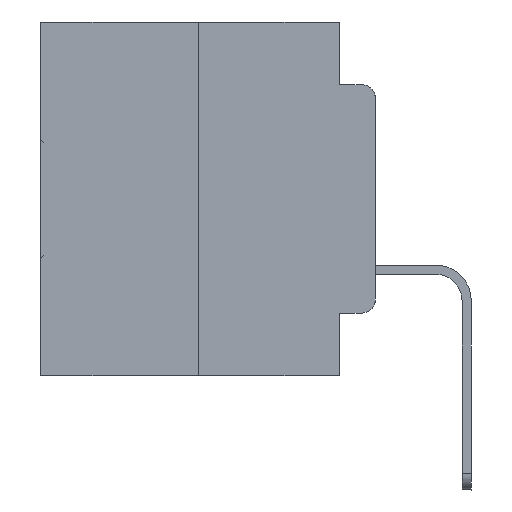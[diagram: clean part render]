
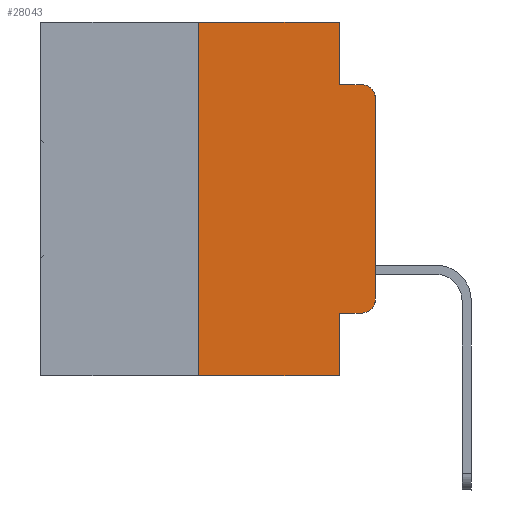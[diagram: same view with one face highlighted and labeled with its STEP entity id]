
A CAD part, left-side view. The second image highlights one B-rep face of the part: STEP entity #28043.
In plain terms, the highlighted planar face has unit normal (-1, 0, 0).
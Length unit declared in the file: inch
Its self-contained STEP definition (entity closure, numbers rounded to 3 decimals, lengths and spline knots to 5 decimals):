
#68 = LINE ( 'NONE', #17731, #811 ) ;
#268 = ORIENTED_EDGE ( 'NONE', *, *, #28431, .F. ) ;
#811 = VECTOR ( 'NONE', #10617, 39.37008 ) ;
#1399 = VERTEX_POINT ( 'NONE', #11407 ) ;
#1558 = VECTOR ( 'NONE', #26690, 39.37008 ) ;
#1965 = LINE ( 'NONE', #8418, #13614 ) ;
#2012 = EDGE_CURVE ( 'NONE', #9630, #21626, #16573, .T. ) ;
#2253 = DIRECTION ( 'NONE',  ( 0., 0., -1. ) ) ;
#2700 = CARTESIAN_POINT ( 'NONE',  ( 0., 0.473, 0. ) ) ;
#2762 = CIRCLE ( 'NONE', #24438, 0.02 ) ;
#2850 = CARTESIAN_POINT ( 'NONE',  ( 0., 0.051, -0.4115 ) ) ;
#2967 = LINE ( 'NONE', #19762, #13157 ) ;
#3087 = DIRECTION ( 'NONE',  ( -1., 0., 0. ) ) ;
#3256 = EDGE_CURVE ( 'NONE', #10229, #1399, #68, .T. ) ;
#3279 = CARTESIAN_POINT ( 'NONE',  ( 0., 0.473, 0. ) ) ;
#3293 = AXIS2_PLACEMENT_3D ( 'NONE', #2700, #6974, #25899 ) ;
#3425 = VECTOR ( 'NONE', #7239, 39.37008 ) ;
#3521 = EDGE_CURVE ( 'NONE', #6114, #9742, #27012, .T. ) ;
#5295 = ORIENTED_EDGE ( 'NONE', *, *, #12252, .T. ) ;
#6114 = VERTEX_POINT ( 'NONE', #11600 ) ;
#6276 = CARTESIAN_POINT ( 'NONE',  ( 0., 0.02, -0.4115 ) ) ;
#6898 = CARTESIAN_POINT ( 'NONE',  ( 0., 0.051, 0. ) ) ;
#6974 = DIRECTION ( 'NONE',  ( 1., 0., 0. ) ) ;
#7239 = DIRECTION ( 'NONE',  ( 0., -1., 0. ) ) ;
#8249 = CARTESIAN_POINT ( 'NONE',  ( 0., 0.25, 0. ) ) ;
#8418 = CARTESIAN_POINT ( 'NONE',  ( 0., 0., 0. ) ) ;
#9624 = CARTESIAN_POINT ( 'NONE',  ( 0., 0., -0.1085 ) ) ;
#9630 = VERTEX_POINT ( 'NONE', #6276 ) ;
#9634 = LINE ( 'NONE', #2850, #3425 ) ;
#9742 = VERTEX_POINT ( 'NONE', #23124 ) ;
#10229 = VERTEX_POINT ( 'NONE', #16025 ) ;
#10617 = DIRECTION ( 'NONE',  ( 0., -1., 0. ) ) ;
#10749 = DIRECTION ( 'NONE',  ( 0., 0., 1. ) ) ;
#11386 = ORIENTED_EDGE ( 'NONE', *, *, #29648, .F. ) ;
#11407 = CARTESIAN_POINT ( 'NONE',  ( 0., 0.051, -0.5 ) ) ;
#11600 = CARTESIAN_POINT ( 'NONE',  ( 0., 0.051, -0.0885 ) ) ;
#11613 = EDGE_CURVE ( 'NONE', #10229, #28987, #20591, .T. ) ;
#12002 = CARTESIAN_POINT ( 'NONE',  ( 0., 0.051, -0.0885 ) ) ;
#12107 = DIRECTION ( 'NONE',  ( 0., 0., 1. ) ) ;
#12252 = EDGE_CURVE ( 'NONE', #28874, #9630, #9634, .T. ) ;
#12617 = CARTESIAN_POINT ( 'NONE',  ( 0., 0.02, -0.3915 ) ) ;
#12868 = FACE_OUTER_BOUND ( 'NONE', #23809, .T. ) ;
#13157 = VECTOR ( 'NONE', #15200, 39.37008 ) ;
#13192 = LINE ( 'NONE', #3279, #1558 ) ;
#13614 = VECTOR ( 'NONE', #10749, 39.37008 ) ;
#13689 = EDGE_CURVE ( 'NONE', #28874, #1399, #2967, .T. ) ;
#13959 = ORIENTED_EDGE ( 'NONE', *, *, #13689, .F. ) ;
#14205 = ORIENTED_EDGE ( 'NONE', *, *, #11613, .F. ) ;
#14313 = PLANE ( 'NONE',  #3293 ) ;
#14369 = DIRECTION ( 'NONE',  ( 0., -1., 0. ) ) ;
#14979 = VECTOR ( 'NONE', #2253, 39.37008 ) ;
#15178 = ORIENTED_EDGE ( 'NONE', *, *, #27886, .T. ) ;
#15200 = DIRECTION ( 'NONE',  ( 0., 0., -1. ) ) ;
#16025 = CARTESIAN_POINT ( 'NONE',  ( 0., 0.25, -0.5 ) ) ;
#16524 = ORIENTED_EDGE ( 'NONE', *, *, #3521, .F. ) ;
#16573 = CIRCLE ( 'NONE', #17498, 0.02 ) ;
#16871 = DIRECTION ( 'NONE',  ( 0., 0., -1. ) ) ;
#16997 = CARTESIAN_POINT ( 'NONE',  ( 0., 0.051, -0.4115 ) ) ;
#17498 = AXIS2_PLACEMENT_3D ( 'NONE', #12617, #26271, #24323 ) ;
#17731 = CARTESIAN_POINT ( 'NONE',  ( 0., 0.473, -0.5 ) ) ;
#17957 = VERTEX_POINT ( 'NONE', #9624 ) ;
#18996 = CARTESIAN_POINT ( 'NONE',  ( 0., 0.02, -0.1085 ) ) ;
#19144 = CARTESIAN_POINT ( 'NONE',  ( 0., 0.25, 0. ) ) ;
#19762 = CARTESIAN_POINT ( 'NONE',  ( 0., 0.051, 0. ) ) ;
#20225 = ORIENTED_EDGE ( 'NONE', *, *, #2012, .T. ) ;
#20591 = LINE ( 'NONE', #19144, #24966 ) ;
#21626 = VERTEX_POINT ( 'NONE', #26351 ) ;
#22157 = EDGE_CURVE ( 'NONE', #17957, #9742, #2762, .T. ) ;
#23124 = CARTESIAN_POINT ( 'NONE',  ( 0., 0.02, -0.0885 ) ) ;
#23809 = EDGE_LOOP ( 'NONE', ( #15178, #27774, #16524, #11386, #268, #14205, #27734, #13959, #5295, #20225 ) ) ;
#23926 = VERTEX_POINT ( 'NONE', #6898 ) ;
#24323 = DIRECTION ( 'NONE',  ( 0., 0., -1. ) ) ;
#24438 = AXIS2_PLACEMENT_3D ( 'NONE', #18996, #3087, #16871 ) ;
#24966 = VECTOR ( 'NONE', #12107, 39.37008 ) ;
#25210 = VECTOR ( 'NONE', #14369, 39.37008 ) ;
#25899 = DIRECTION ( 'NONE',  ( 0., 0., -1. ) ) ;
#26271 = DIRECTION ( 'NONE',  ( -1., 0., 0. ) ) ;
#26351 = CARTESIAN_POINT ( 'NONE',  ( 0., 0., -0.3915 ) ) ;
#26690 = DIRECTION ( 'NONE',  ( 0., -1., 0. ) ) ;
#27012 = LINE ( 'NONE', #12002, #25210 ) ;
#27734 = ORIENTED_EDGE ( 'NONE', *, *, #3256, .T. ) ;
#27774 = ORIENTED_EDGE ( 'NONE', *, *, #22157, .T. ) ;
#27813 = CARTESIAN_POINT ( 'NONE',  ( 0., 0.051, 0. ) ) ;
#27886 = EDGE_CURVE ( 'NONE', #21626, #17957, #1965, .T. ) ;
#28043 = ADVANCED_FACE ( 'NONE', ( #12868 ), #14313, .F. ) ;
#28431 = EDGE_CURVE ( 'NONE', #28987, #23926, #13192, .T. ) ;
#28874 = VERTEX_POINT ( 'NONE', #16997 ) ;
#28987 = VERTEX_POINT ( 'NONE', #8249 ) ;
#29195 = LINE ( 'NONE', #27813, #14979 ) ;
#29648 = EDGE_CURVE ( 'NONE', #23926, #6114, #29195, .T. ) ;
